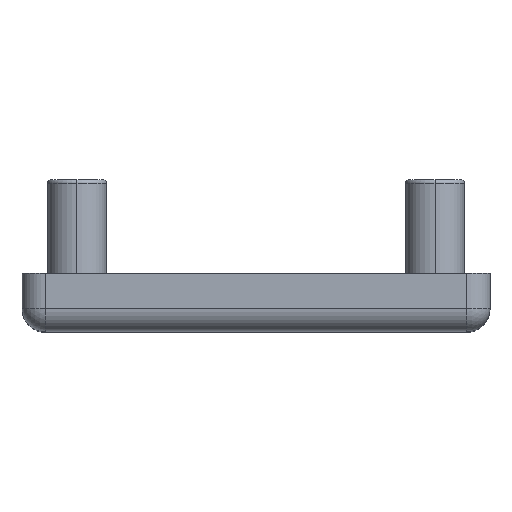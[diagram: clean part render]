
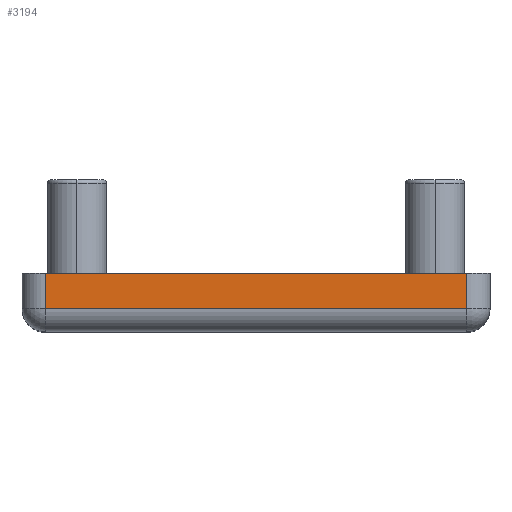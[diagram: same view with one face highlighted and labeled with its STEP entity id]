
A CAD part, top view. The second image highlights one B-rep face of the part: STEP entity #3194.
In plain terms, the highlighted planar face has unit normal (0, 0, 1).
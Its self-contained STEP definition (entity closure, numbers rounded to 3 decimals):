
#517 = CARTESIAN_POINT ( 'NONE',  ( 18., 2., 20. ) ) ;
#953 = DIRECTION ( 'NONE',  ( 0., -1., 0. ) ) ;
#1011 = VECTOR ( 'NONE', #3935, 1000. ) ;
#1021 = EDGE_LOOP ( 'NONE', ( #5114, #3196, #3923, #6339 ) ) ;
#1094 = FACE_OUTER_BOUND ( 'NONE', #1021, .T. ) ;
#1960 = CARTESIAN_POINT ( 'NONE',  ( 18., 5., 20. ) ) ;
#2054 = DIRECTION ( 'NONE',  ( -1., 0., 0. ) ) ;
#2339 = VECTOR ( 'NONE', #953, 1000. ) ;
#2655 = CARTESIAN_POINT ( 'NONE',  ( -18., 2., 20. ) ) ;
#2781 = AXIS2_PLACEMENT_3D ( 'NONE', #3185, #5457, #2054 ) ;
#2935 = VERTEX_POINT ( 'NONE', #2655 ) ;
#3106 = EDGE_CURVE ( 'NONE', #2935, #3573, #5804, .T. ) ;
#3185 = CARTESIAN_POINT ( 'NONE',  ( -18., 5., 20. ) ) ;
#3194 = ADVANCED_FACE ( 'NONE', ( #1094 ), #4886, .F. ) ;
#3196 = ORIENTED_EDGE ( 'NONE', *, *, #3106, .T. ) ;
#3481 = EDGE_CURVE ( 'NONE', #3868, #3573, #7004, .T. ) ;
#3573 = VERTEX_POINT ( 'NONE', #517 ) ;
#3654 = CARTESIAN_POINT ( 'NONE',  ( -18., 2., 20. ) ) ;
#3868 = VERTEX_POINT ( 'NONE', #1960 ) ;
#3923 = ORIENTED_EDGE ( 'NONE', *, *, #3481, .F. ) ;
#3935 = DIRECTION ( 'NONE',  ( 0., -1., 0. ) ) ;
#4038 = LINE ( 'NONE', #5072, #1011 ) ;
#4208 = CARTESIAN_POINT ( 'NONE',  ( -18., 5., 20. ) ) ;
#4226 = DIRECTION ( 'NONE',  ( 1., 0., 0. ) ) ;
#4298 = VECTOR ( 'NONE', #4226, 1000. ) ;
#4451 = EDGE_CURVE ( 'NONE', #4985, #3868, #5861, .T. ) ;
#4679 = DIRECTION ( 'NONE',  ( 1., 0., 0. ) ) ;
#4886 = PLANE ( 'NONE',  #2781 ) ;
#4938 = CARTESIAN_POINT ( 'NONE',  ( 18., 5., 20. ) ) ;
#4985 = VERTEX_POINT ( 'NONE', #4208 ) ;
#5072 = CARTESIAN_POINT ( 'NONE',  ( -18., 5., 20. ) ) ;
#5114 = ORIENTED_EDGE ( 'NONE', *, *, #6598, .T. ) ;
#5457 = DIRECTION ( 'NONE',  ( 0., 0., -1. ) ) ;
#5804 = LINE ( 'NONE', #3654, #4298 ) ;
#5861 = LINE ( 'NONE', #6876, #7163 ) ;
#6339 = ORIENTED_EDGE ( 'NONE', *, *, #4451, .F. ) ;
#6598 = EDGE_CURVE ( 'NONE', #4985, #2935, #4038, .T. ) ;
#6876 = CARTESIAN_POINT ( 'NONE',  ( -18., 5., 20. ) ) ;
#7004 = LINE ( 'NONE', #4938, #2339 ) ;
#7163 = VECTOR ( 'NONE', #4679, 1000. ) ;
